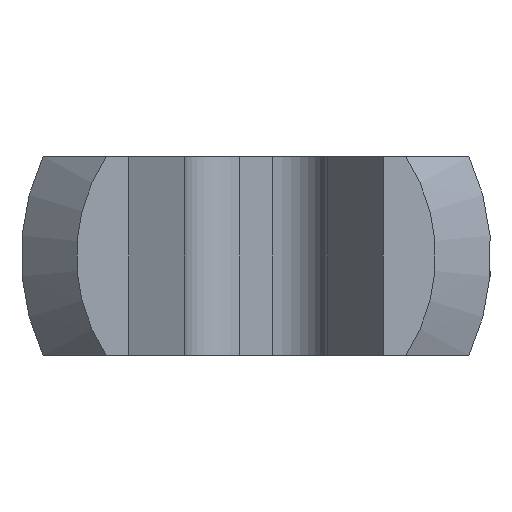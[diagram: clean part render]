
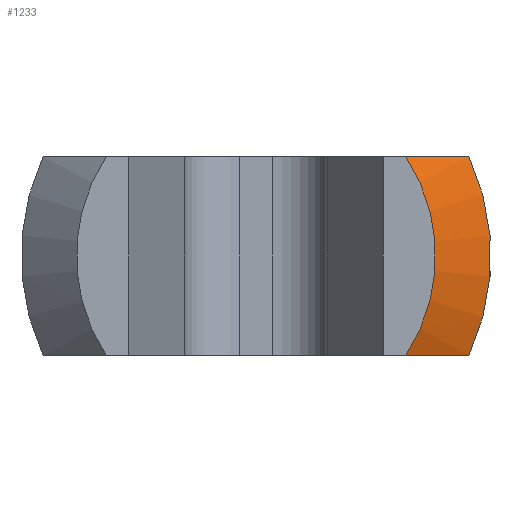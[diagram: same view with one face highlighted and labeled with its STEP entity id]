
A CAD part, front view. The second image highlights one B-rep face of the part: STEP entity #1233.
In plain terms, the highlighted conical face has half-angle 44.998 degrees and reference radius 3.75 mm.
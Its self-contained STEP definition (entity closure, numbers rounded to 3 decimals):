
#77=CARTESIAN_POINT('',(3.85,-13.25,-1.8));
#78=CARTESIAN_POINT('',(3.717,-13.37,-1.8));
#79=CARTESIAN_POINT('',(3.456,-13.604,-1.8));
#80=CARTESIAN_POINT('',(3.075,-13.939,-1.8));
#81=CARTESIAN_POINT('',(2.828,-14.148,-1.8));
#82=CARTESIAN_POINT('',(2.706,-14.25,-1.8));
#240=CARTESIAN_POINT('',(2.706,-14.25,1.8));
#241=CARTESIAN_POINT('',(2.827,-14.149,1.8));
#242=CARTESIAN_POINT('',(3.074,-13.939,1.8));
#243=CARTESIAN_POINT('',(3.455,-13.605,1.8));
#244=CARTESIAN_POINT('',(3.717,-13.37,1.8));
#245=CARTESIAN_POINT('',(3.85,-13.25,1.8));
#467=CARTESIAN_POINT('',(0.,-14.25,0.));
#468=DIRECTION('',(0.,-1.,0.));
#469=DIRECTION('',(0.833,0.,-0.554));
#470=AXIS2_PLACEMENT_3D('',#467,#468,#469);
#472=CARTESIAN_POINT('',(0.,-13.25,0.));
#473=DIRECTION('',(0.,1.,0.));
#474=DIRECTION('',(0.906,0.,0.424));
#475=AXIS2_PLACEMENT_3D('',#472,#473,#474);
#590=CARTESIAN_POINT('',(3.85,-13.25,-1.8));
#591=VERTEX_POINT('',#590);
#597=VERTEX_POINT('',#82);
#618=CARTESIAN_POINT('',(3.85,-13.25,1.8));
#619=VERTEX_POINT('',#618);
#625=VERTEX_POINT('',#240);
#1221=CARTESIAN_POINT('',(0.,-13.75,0.));
#1222=DIRECTION('',(0.,1.,0.));
#1223=DIRECTION('',(0.,0.,-1.));
#1224=AXIS2_PLACEMENT_3D('',#1221,#1222,#1223);
#1225=CONICAL_SURFACE('',#1224,3.75,44.998);
#1227=ORIENTED_EDGE('',*,*,#1226,.T.);
#1228=ORIENTED_EDGE('',*,*,#917,.T.);
#1229=ORIENTED_EDGE('',*,*,#1213,.T.);
#1230=ORIENTED_EDGE('',*,*,#800,.T.);
#1231=EDGE_LOOP('',(#1227,#1228,#1229,#1230));
#1232=FACE_OUTER_BOUND('',#1231,.F.);
#1233=ADVANCED_FACE('',(#1232),#1225,.T.);
#83=B_SPLINE_CURVE_WITH_KNOTS('',3,(#77,#78,#79,#80,#81,#82),.UNSPECIFIED.,.F.,
.F.,(4,1,1,4),(0.,0.333,0.667,1.),.UNSPECIFIED.);
#246=B_SPLINE_CURVE_WITH_KNOTS('',3,(#240,#241,#242,#243,#244,#245),
.UNSPECIFIED.,.F.,.F.,(4,1,1,4),(0.,0.333,0.667,1.),
.UNSPECIFIED.);
#471=CIRCLE('',#470,3.25);
#476=CIRCLE('',#475,4.25);
#800=EDGE_CURVE('',#591,#597,#83,.T.);
#917=EDGE_CURVE('',#625,#619,#246,.T.);
#1213=EDGE_CURVE('',#619,#591,#476,.T.);
#1226=EDGE_CURVE('',#597,#625,#471,.T.);
